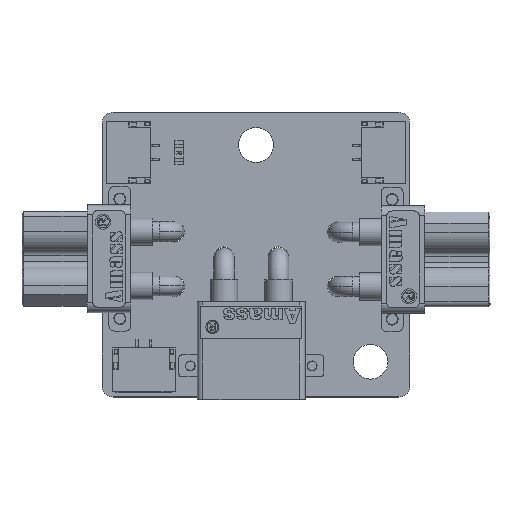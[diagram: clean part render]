
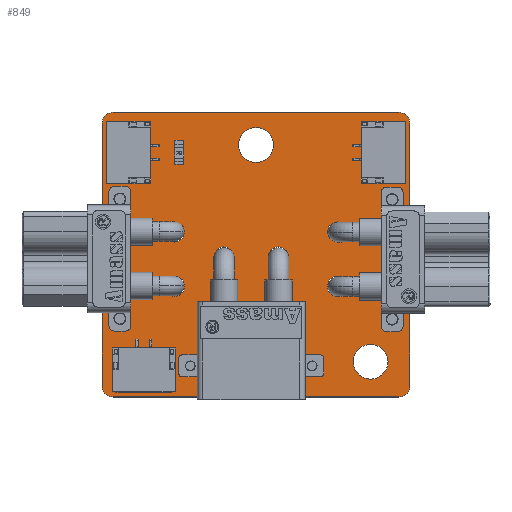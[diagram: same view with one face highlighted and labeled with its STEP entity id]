
A CAD part, top view. The second image highlights one B-rep face of the part: STEP entity #849.
In plain terms, the highlighted planar face has unit normal (0, 0, 1).
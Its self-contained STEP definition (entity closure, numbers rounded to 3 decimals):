
#80 = VERTEX_POINT('',#81);
#81 = CARTESIAN_POINT('',(-14.15,-25.177,1.532));
#87 = EDGE_CURVE('',#80,#88,#90,.T.);
#88 = VERTEX_POINT('',#89);
#89 = CARTESIAN_POINT('',(-14.15,-1.,1.532));
#90 = LINE('',#91,#92);
#91 = CARTESIAN_POINT('',(-14.15,-25.177,1.532));
#92 = VECTOR('',#93,1.);
#93 = DIRECTION('',(0.,1.,0.));
#118 = EDGE_CURVE('',#88,#119,#121,.T.);
#119 = VERTEX_POINT('',#120);
#120 = CARTESIAN_POINT('',(-13.15,0.,1.532));
#121 = CIRCLE('',#122,1.);
#122 = AXIS2_PLACEMENT_3D('',#123,#124,#125);
#123 = CARTESIAN_POINT('',(-13.15,-1.,1.532));
#124 = DIRECTION('',(0.,0.,-1.));
#125 = DIRECTION('',(-1.,0.,0.));
#151 = EDGE_CURVE('',#119,#152,#154,.T.);
#152 = VERTEX_POINT('',#153);
#153 = CARTESIAN_POINT('',(13.15,0.,1.532));
#154 = LINE('',#155,#156);
#155 = CARTESIAN_POINT('',(-13.15,0.,1.532));
#156 = VECTOR('',#157,1.);
#157 = DIRECTION('',(1.,0.,0.));
#182 = EDGE_CURVE('',#152,#183,#185,.T.);
#183 = VERTEX_POINT('',#184);
#184 = CARTESIAN_POINT('',(14.15,-1.,1.532));
#185 = CIRCLE('',#186,1.);
#186 = AXIS2_PLACEMENT_3D('',#187,#188,#189);
#187 = CARTESIAN_POINT('',(13.15,-1.,1.532));
#188 = DIRECTION('',(0.,0.,-1.));
#189 = DIRECTION('',(0.,1.,0.));
#215 = EDGE_CURVE('',#183,#216,#218,.T.);
#216 = VERTEX_POINT('',#217);
#217 = CARTESIAN_POINT('',(14.15,-25.177,1.532));
#218 = LINE('',#219,#220);
#219 = CARTESIAN_POINT('',(14.15,-1.,1.532));
#220 = VECTOR('',#221,1.);
#221 = DIRECTION('',(0.,-1.,0.));
#246 = EDGE_CURVE('',#216,#247,#249,.T.);
#247 = VERTEX_POINT('',#248);
#248 = CARTESIAN_POINT('',(13.15,-26.177,1.532));
#249 = CIRCLE('',#250,1.);
#250 = AXIS2_PLACEMENT_3D('',#251,#252,#253);
#251 = CARTESIAN_POINT('',(13.15,-25.177,1.532));
#252 = DIRECTION('',(0.,0.,-1.));
#253 = DIRECTION('',(1.,0.,0.));
#279 = EDGE_CURVE('',#247,#280,#282,.T.);
#280 = VERTEX_POINT('',#281);
#281 = CARTESIAN_POINT('',(-13.15,-26.177,1.532));
#282 = LINE('',#283,#284);
#283 = CARTESIAN_POINT('',(13.15,-26.177,1.532));
#284 = VECTOR('',#285,1.);
#285 = DIRECTION('',(-1.,0.,0.));
#310 = EDGE_CURVE('',#280,#80,#311,.T.);
#311 = CIRCLE('',#312,1.);
#312 = AXIS2_PLACEMENT_3D('',#313,#314,#315);
#313 = CARTESIAN_POINT('',(-13.15,-25.177,1.532));
#314 = DIRECTION('',(0.,0.,-1.));
#315 = DIRECTION('',(0.,-1.,-0.));
#336 = VERTEX_POINT('',#337);
#337 = CARTESIAN_POINT('',(-11.975,-19.,1.532));
#343 = EDGE_CURVE('',#336,#336,#344,.T.);
#344 = CIRCLE('',#345,0.525);
#345 = AXIS2_PLACEMENT_3D('',#346,#347,#348);
#346 = CARTESIAN_POINT('',(-12.5,-19.,1.532));
#347 = DIRECTION('',(0.,0.,1.));
#348 = DIRECTION('',(1.,0.,-0.));
#369 = VERTEX_POINT('',#370);
#370 = CARTESIAN_POINT('',(-5.423,-23.308,1.532));
#376 = EDGE_CURVE('',#369,#369,#377,.T.);
#377 = CIRCLE('',#378,0.525);
#378 = AXIS2_PLACEMENT_3D('',#379,#380,#381);
#379 = CARTESIAN_POINT('',(-5.948,-23.308,1.532));
#380 = DIRECTION('',(0.,0.,1.));
#381 = DIRECTION('',(1.,0.,-0.));
#402 = VERTEX_POINT('',#403);
#403 = CARTESIAN_POINT('',(-6.575,-16.,1.532));
#409 = EDGE_CURVE('',#402,#402,#410,.T.);
#410 = CIRCLE('',#411,0.925);
#411 = AXIS2_PLACEMENT_3D('',#412,#413,#414);
#412 = CARTESIAN_POINT('',(-7.5,-16.,1.532));
#413 = DIRECTION('',(0.,0.,1.));
#414 = DIRECTION('',(1.,0.,-0.));
#435 = VERTEX_POINT('',#436);
#436 = CARTESIAN_POINT('',(-6.575,-11.,1.532));
#442 = EDGE_CURVE('',#435,#435,#443,.T.);
#443 = CIRCLE('',#444,0.925);
#444 = AXIS2_PLACEMENT_3D('',#445,#446,#447);
#445 = CARTESIAN_POINT('',(-7.5,-11.,1.532));
#446 = DIRECTION('',(0.,0.,1.));
#447 = DIRECTION('',(1.,0.,-0.));
#468 = VERTEX_POINT('',#469);
#469 = CARTESIAN_POINT('',(-11.975,-8.,1.532));
#475 = EDGE_CURVE('',#468,#468,#476,.T.);
#476 = CIRCLE('',#477,0.525);
#477 = AXIS2_PLACEMENT_3D('',#478,#479,#480);
#478 = CARTESIAN_POINT('',(-12.5,-8.,1.532));
#479 = DIRECTION('',(0.,0.,1.));
#480 = DIRECTION('',(1.,0.,-0.));
#501 = VERTEX_POINT('',#502);
#502 = CARTESIAN_POINT('',(-2.023,-13.308,1.532));
#508 = EDGE_CURVE('',#501,#501,#509,.T.);
#509 = CIRCLE('',#510,0.925);
#510 = AXIS2_PLACEMENT_3D('',#511,#512,#513);
#511 = CARTESIAN_POINT('',(-2.948,-13.308,1.532));
#512 = DIRECTION('',(0.,0.,1.));
#513 = DIRECTION('',(1.,0.,-0.));
#534 = VERTEX_POINT('',#535);
#535 = CARTESIAN_POINT('',(1.6,-3.,1.532));
#541 = EDGE_CURVE('',#534,#534,#542,.T.);
#542 = CIRCLE('',#543,1.6);
#543 = AXIS2_PLACEMENT_3D('',#544,#545,#546);
#544 = CARTESIAN_POINT('',(0.,-3.,1.532));
#545 = DIRECTION('',(0.,0.,1.));
#546 = DIRECTION('',(1.,0.,-0.));
#567 = VERTEX_POINT('',#568);
#568 = CARTESIAN_POINT('',(5.577,-23.308,1.532));
#574 = EDGE_CURVE('',#567,#567,#575,.T.);
#575 = CIRCLE('',#576,0.525);
#576 = AXIS2_PLACEMENT_3D('',#577,#578,#579);
#577 = CARTESIAN_POINT('',(5.052,-23.308,1.532));
#578 = DIRECTION('',(0.,0.,1.));
#579 = DIRECTION('',(1.,0.,-0.));
#600 = VERTEX_POINT('',#601);
#601 = CARTESIAN_POINT('',(12.141,-22.936,1.532));
#607 = EDGE_CURVE('',#600,#600,#608,.T.);
#608 = CIRCLE('',#609,1.6);
#609 = AXIS2_PLACEMENT_3D('',#610,#611,#612);
#610 = CARTESIAN_POINT('',(10.541,-22.936,1.532));
#611 = DIRECTION('',(0.,0.,1.));
#612 = DIRECTION('',(1.,0.,-0.));
#633 = VERTEX_POINT('',#634);
#634 = CARTESIAN_POINT('',(13.025,-19.,1.532));
#640 = EDGE_CURVE('',#633,#633,#641,.T.);
#641 = CIRCLE('',#642,0.525);
#642 = AXIS2_PLACEMENT_3D('',#643,#644,#645);
#643 = CARTESIAN_POINT('',(12.5,-19.,1.532));
#644 = DIRECTION('',(0.,0.,1.));
#645 = DIRECTION('',(1.,0.,-0.));
#666 = VERTEX_POINT('',#667);
#667 = CARTESIAN_POINT('',(8.425,-16.,1.532));
#673 = EDGE_CURVE('',#666,#666,#674,.T.);
#674 = CIRCLE('',#675,0.925);
#675 = AXIS2_PLACEMENT_3D('',#676,#677,#678);
#676 = CARTESIAN_POINT('',(7.5,-16.,1.532));
#677 = DIRECTION('',(0.,0.,1.));
#678 = DIRECTION('',(1.,0.,-0.));
#699 = VERTEX_POINT('',#700);
#700 = CARTESIAN_POINT('',(2.977,-13.308,1.532));
#706 = EDGE_CURVE('',#699,#699,#707,.T.);
#707 = CIRCLE('',#708,0.925);
#708 = AXIS2_PLACEMENT_3D('',#709,#710,#711);
#709 = CARTESIAN_POINT('',(2.052,-13.308,1.532));
#710 = DIRECTION('',(0.,0.,1.));
#711 = DIRECTION('',(1.,0.,-0.));
#732 = VERTEX_POINT('',#733);
#733 = CARTESIAN_POINT('',(8.425,-11.,1.532));
#739 = EDGE_CURVE('',#732,#732,#740,.T.);
#740 = CIRCLE('',#741,0.925);
#741 = AXIS2_PLACEMENT_3D('',#742,#743,#744);
#742 = CARTESIAN_POINT('',(7.5,-11.,1.532));
#743 = DIRECTION('',(0.,0.,1.));
#744 = DIRECTION('',(1.,0.,-0.));
#765 = VERTEX_POINT('',#766);
#766 = CARTESIAN_POINT('',(13.025,-8.,1.532));
#772 = EDGE_CURVE('',#765,#765,#773,.T.);
#773 = CIRCLE('',#774,0.525);
#774 = AXIS2_PLACEMENT_3D('',#775,#776,#777);
#775 = CARTESIAN_POINT('',(12.5,-8.,1.532));
#776 = DIRECTION('',(0.,0.,1.));
#777 = DIRECTION('',(1.,0.,-0.));
#849 = ADVANCED_FACE('',(#850,#860,#863,#866,#869,#872,#875,#878,#881,
    #884,#887,#890,#893,#896,#899),#902,.F.);
#850 = FACE_BOUND('',#851,.F.);
#851 = EDGE_LOOP('',(#852,#853,#854,#855,#856,#857,#858,#859));
#852 = ORIENTED_EDGE('',*,*,#87,.T.);
#853 = ORIENTED_EDGE('',*,*,#118,.T.);
#854 = ORIENTED_EDGE('',*,*,#151,.T.);
#855 = ORIENTED_EDGE('',*,*,#182,.T.);
#856 = ORIENTED_EDGE('',*,*,#215,.T.);
#857 = ORIENTED_EDGE('',*,*,#246,.T.);
#858 = ORIENTED_EDGE('',*,*,#279,.T.);
#859 = ORIENTED_EDGE('',*,*,#310,.T.);
#860 = FACE_BOUND('',#861,.F.);
#861 = EDGE_LOOP('',(#862));
#862 = ORIENTED_EDGE('',*,*,#343,.T.);
#863 = FACE_BOUND('',#864,.F.);
#864 = EDGE_LOOP('',(#865));
#865 = ORIENTED_EDGE('',*,*,#376,.T.);
#866 = FACE_BOUND('',#867,.F.);
#867 = EDGE_LOOP('',(#868));
#868 = ORIENTED_EDGE('',*,*,#409,.T.);
#869 = FACE_BOUND('',#870,.F.);
#870 = EDGE_LOOP('',(#871));
#871 = ORIENTED_EDGE('',*,*,#442,.T.);
#872 = FACE_BOUND('',#873,.F.);
#873 = EDGE_LOOP('',(#874));
#874 = ORIENTED_EDGE('',*,*,#475,.T.);
#875 = FACE_BOUND('',#876,.F.);
#876 = EDGE_LOOP('',(#877));
#877 = ORIENTED_EDGE('',*,*,#508,.T.);
#878 = FACE_BOUND('',#879,.F.);
#879 = EDGE_LOOP('',(#880));
#880 = ORIENTED_EDGE('',*,*,#541,.T.);
#881 = FACE_BOUND('',#882,.F.);
#882 = EDGE_LOOP('',(#883));
#883 = ORIENTED_EDGE('',*,*,#574,.T.);
#884 = FACE_BOUND('',#885,.F.);
#885 = EDGE_LOOP('',(#886));
#886 = ORIENTED_EDGE('',*,*,#607,.T.);
#887 = FACE_BOUND('',#888,.F.);
#888 = EDGE_LOOP('',(#889));
#889 = ORIENTED_EDGE('',*,*,#640,.T.);
#890 = FACE_BOUND('',#891,.F.);
#891 = EDGE_LOOP('',(#892));
#892 = ORIENTED_EDGE('',*,*,#673,.T.);
#893 = FACE_BOUND('',#894,.F.);
#894 = EDGE_LOOP('',(#895));
#895 = ORIENTED_EDGE('',*,*,#706,.T.);
#896 = FACE_BOUND('',#897,.F.);
#897 = EDGE_LOOP('',(#898));
#898 = ORIENTED_EDGE('',*,*,#739,.T.);
#899 = FACE_BOUND('',#900,.F.);
#900 = EDGE_LOOP('',(#901));
#901 = ORIENTED_EDGE('',*,*,#772,.T.);
#902 = PLANE('',#903);
#903 = AXIS2_PLACEMENT_3D('',#904,#905,#906);
#904 = CARTESIAN_POINT('',(0.,-13.089,1.532));
#905 = DIRECTION('',(-0.,-0.,-1.));
#906 = DIRECTION('',(-1.,0.,0.));
